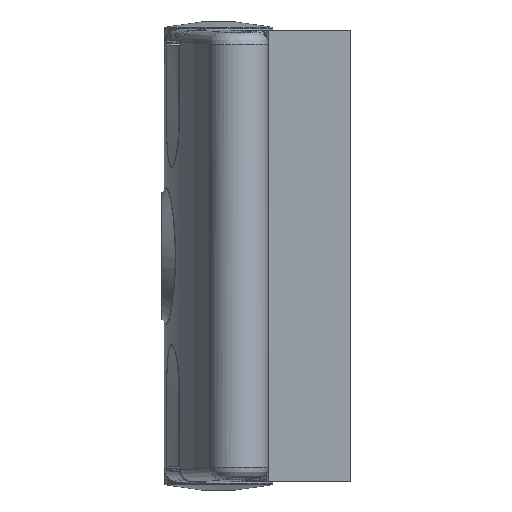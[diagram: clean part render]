
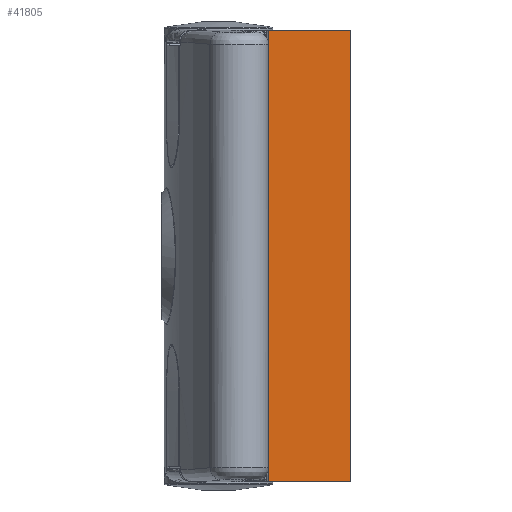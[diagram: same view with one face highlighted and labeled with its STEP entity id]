
A CAD part, left-side view. The second image highlights one B-rep face of the part: STEP entity #41805.
In plain terms, the highlighted face is planar.
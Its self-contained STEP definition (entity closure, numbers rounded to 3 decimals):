
#936=PLANE('',#45052);
#2652=FACE_OUTER_BOUND('',#5240,.T.);
#5240=EDGE_LOOP('',(#29015,#29016,#29017,#29018,#29019,#29020,#29021,#29022));
#8072=LINE('',#70643,#10684);
#8076=LINE('',#70658,#10688);
#8077=LINE('',#70660,#10689);
#8078=LINE('',#70662,#10690);
#8079=LINE('',#70664,#10691);
#8080=LINE('',#70666,#10692);
#8081=LINE('',#70667,#10693);
#8082=LINE('',#70668,#10694);
#10684=VECTOR('',#51881,13.7);
#10688=VECTOR('',#51893,13.7);
#10689=VECTOR('',#51894,6.3);
#10690=VECTOR('',#51895,7.7);
#10691=VECTOR('',#51896,62.4);
#10692=VECTOR('',#51897,7.7);
#10693=VECTOR('',#51898,6.3);
#10694=VECTOR('',#51899,75.);
#17091=VERTEX_POINT('',#70640);
#17092=VERTEX_POINT('',#70642);
#17098=VERTEX_POINT('',#70656);
#17099=VERTEX_POINT('',#70657);
#17100=VERTEX_POINT('',#70659);
#17101=VERTEX_POINT('',#70661);
#17102=VERTEX_POINT('',#70663);
#17103=VERTEX_POINT('',#70665);
#21381=EDGE_CURVE('',#17092,#17091,#8072,.T.);
#21388=EDGE_CURVE('',#17098,#17099,#8076,.T.);
#21389=EDGE_CURVE('',#17098,#17100,#8077,.T.);
#21390=EDGE_CURVE('',#17100,#17101,#8078,.T.);
#21391=EDGE_CURVE('',#17101,#17102,#8079,.T.);
#21392=EDGE_CURVE('',#17102,#17103,#8080,.T.);
#21393=EDGE_CURVE('',#17103,#17092,#8081,.T.);
#21394=EDGE_CURVE('',#17091,#17099,#8082,.T.);
#29015=ORIENTED_EDGE('',*,*,#21388,.F.);
#29016=ORIENTED_EDGE('',*,*,#21389,.T.);
#29017=ORIENTED_EDGE('',*,*,#21390,.T.);
#29018=ORIENTED_EDGE('',*,*,#21391,.T.);
#29019=ORIENTED_EDGE('',*,*,#21392,.T.);
#29020=ORIENTED_EDGE('',*,*,#21393,.T.);
#29021=ORIENTED_EDGE('',*,*,#21381,.T.);
#29022=ORIENTED_EDGE('',*,*,#21394,.T.);
#41805=ADVANCED_FACE('',(#2652),#936,.F.);
#45052=AXIS2_PLACEMENT_3D('',#70655,#51891,#51892);
#51881=DIRECTION('',(0.,-1.,0.));
#51891=DIRECTION('center_axis',(0.,0.,
1.));
#51892=DIRECTION('ref_axis',(1.,0.,0.));
#51893=DIRECTION('',(0.,-1.,0.));
#51894=DIRECTION('',(1.,0.,0.));
#51895=DIRECTION('',(0.,1.,0.));
#51896=DIRECTION('',(1.,0.,0.));
#51897=DIRECTION('',(0.,-1.,0.));
#51898=DIRECTION('',(1.,0.,0.));
#51899=DIRECTION('',(-1.,0.,0.));
#70640=CARTESIAN_POINT('',(37.5,0.,-18.25));
#70642=CARTESIAN_POINT('',(37.5,13.7,-18.25));
#70643=CARTESIAN_POINT('',(37.5,32.,-18.25));
#70655=CARTESIAN_POINT('Origin',(-37.5,32.,-18.25));
#70656=CARTESIAN_POINT('',(-37.5,13.7,-18.25));
#70657=CARTESIAN_POINT('',(-37.5,0.,-18.25));
#70658=CARTESIAN_POINT('',(-37.5,32.,-18.25));
#70659=CARTESIAN_POINT('',(-31.2,13.7,-18.25));
#70660=CARTESIAN_POINT('',(-31.5,13.7,-18.25));
#70661=CARTESIAN_POINT('',(-31.2,21.4,-18.25));
#70662=CARTESIAN_POINT('',(-31.2,32.,-18.25));
#70663=CARTESIAN_POINT('',(31.2,21.4,-18.25));
#70664=CARTESIAN_POINT('',(31.5,21.4,-18.25));
#70665=CARTESIAN_POINT('',(31.2,13.7,-18.25));
#70666=CARTESIAN_POINT('',(31.2,32.,-18.25));
#70667=CARTESIAN_POINT('',(37.5,13.7,-18.25));
#70668=CARTESIAN_POINT('',(-37.5,0.,-18.25));
